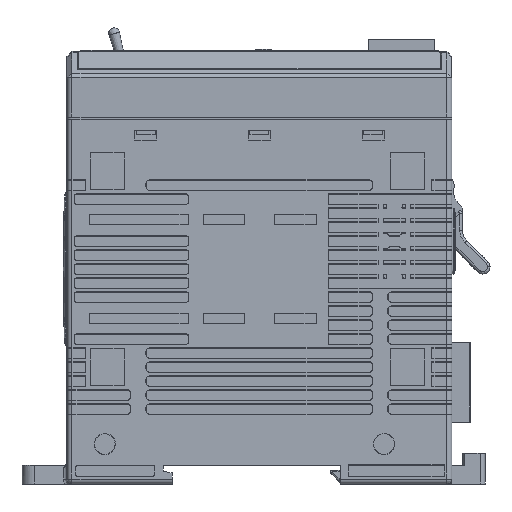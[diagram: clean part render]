
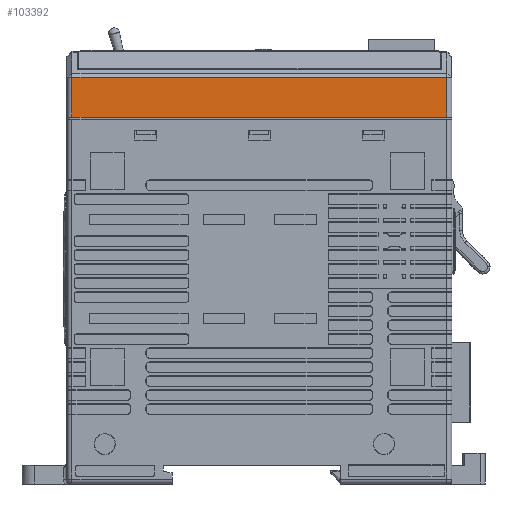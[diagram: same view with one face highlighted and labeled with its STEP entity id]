
A CAD part, left-side view. The second image highlights one B-rep face of the part: STEP entity #103392.
In plain terms, the highlighted planar face has unit normal (-1, 0, 0).
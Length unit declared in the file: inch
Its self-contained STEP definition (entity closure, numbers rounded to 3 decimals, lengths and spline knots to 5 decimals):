
#6257 = ORIENTED_EDGE ( 'NONE', *, *, #17055, .T. ) ;
#9138 = EDGE_CURVE ( 'NONE', #100324, #23710, #40320, .T. ) ;
#17055 = EDGE_CURVE ( 'NONE', #65227, #41359, #26972, .T. ) ;
#23710 = VERTEX_POINT ( 'NONE', #87960 ) ;
#26972 = LINE ( 'NONE', #65951, #87451 ) ;
#28564 = AXIS2_PLACEMENT_3D ( 'NONE', #58123, #96506, #55605 ) ;
#28850 = CARTESIAN_POINT ( 'NONE',  ( -1.14711, -0.14784, 2.74295 ) ) ;
#30008 = LINE ( 'NONE', #46641, #63616 ) ;
#31122 = CARTESIAN_POINT ( 'NONE',  ( -1.14711, -1.39786, 3.05734 ) ) ;
#33591 = ORIENTED_EDGE ( 'NONE', *, *, #109631, .T. ) ;
#36898 = ORIENTED_EDGE ( 'NONE', *, *, #9138, .T. ) ;
#38295 = CARTESIAN_POINT ( 'NONE',  ( -1.14711, 1.5549, 3.05734 ) ) ;
#39582 = DIRECTION ( 'NONE',  ( 0., 0., -1. ) ) ;
#40320 = LINE ( 'NONE', #28850, #94245 ) ;
#41113 = ORIENTED_EDGE ( 'NONE', *, *, #105284, .T. ) ;
#41359 = VERTEX_POINT ( 'NONE', #38295 ) ;
#41387 = VECTOR ( 'NONE', #41473, 39.37008 ) ;
#41473 = DIRECTION ( 'NONE',  ( 0., 0., 1. ) ) ;
#46641 = CARTESIAN_POINT ( 'NONE',  ( -1.14711, 1.5549, -1.04757 ) ) ;
#47902 = LINE ( 'NONE', #86887, #41387 ) ;
#55605 = DIRECTION ( 'NONE',  ( 0., 0., 1. ) ) ;
#56968 = CARTESIAN_POINT ( 'NONE',  ( -1.14711, 1.5549, 2.74295 ) ) ;
#58123 = CARTESIAN_POINT ( 'NONE',  ( -1.14711, -0.14784, -1.04757 ) ) ;
#60130 = DIRECTION ( 'NONE',  ( 0., -1., 0. ) ) ;
#63616 = VECTOR ( 'NONE', #39582, 39.37008 ) ;
#65227 = VERTEX_POINT ( 'NONE', #31122 ) ;
#65819 = FACE_OUTER_BOUND ( 'NONE', #81166, .T. ) ;
#65951 = CARTESIAN_POINT ( 'NONE',  ( -1.14711, -0.14784, 3.05734 ) ) ;
#81166 = EDGE_LOOP ( 'NONE', ( #33591, #6257, #41113, #36898 ) ) ;
#86887 = CARTESIAN_POINT ( 'NONE',  ( -1.14711, -1.39786, -1.04757 ) ) ;
#87451 = VECTOR ( 'NONE', #104959, 39.37008 ) ;
#87960 = CARTESIAN_POINT ( 'NONE',  ( -1.14711, -1.39786, 2.74295 ) ) ;
#94245 = VECTOR ( 'NONE', #60130, 39.37008 ) ;
#96506 = DIRECTION ( 'NONE',  ( -1., 0., 0. ) ) ;
#100324 = VERTEX_POINT ( 'NONE', #56968 ) ;
#103392 = ADVANCED_FACE ( 'NONE', ( #65819 ), #114466, .T. ) ;
#104959 = DIRECTION ( 'NONE',  ( 0., 1., 0. ) ) ;
#105284 = EDGE_CURVE ( 'NONE', #41359, #100324, #30008, .T. ) ;
#109631 = EDGE_CURVE ( 'NONE', #23710, #65227, #47902, .T. ) ;
#114466 = PLANE ( 'NONE',  #28564 ) ;
